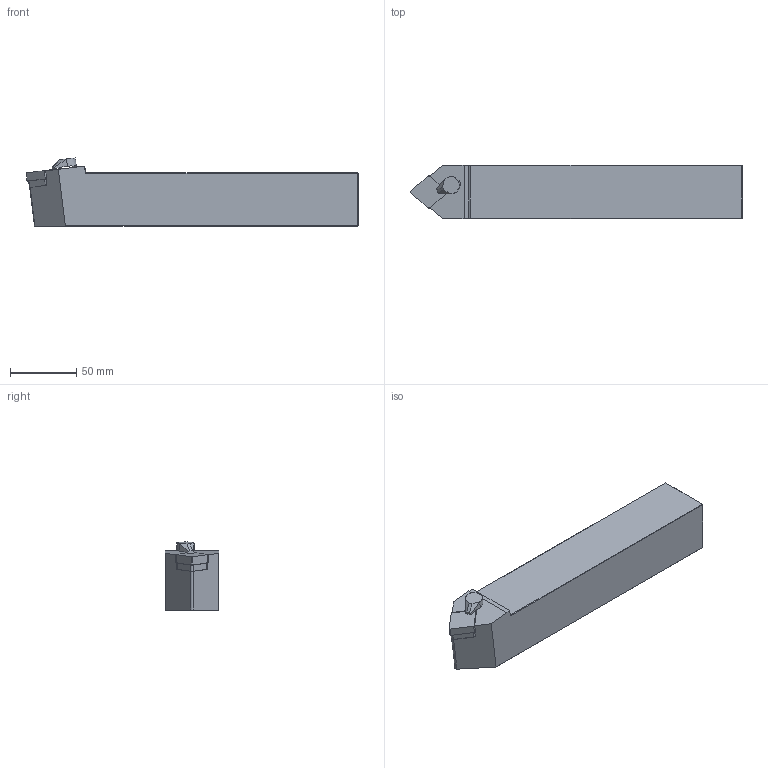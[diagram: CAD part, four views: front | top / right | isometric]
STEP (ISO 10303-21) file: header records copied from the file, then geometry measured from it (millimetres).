
FILE_DESCRIPTION(/* description */ (''),/* implementation_level */ '2;1');
FILE_NAME(/* name */ 'PCMNN-4040-S19C.stp',/* time_stamp */ '2023-09-28T15:37:39+03:00',/* author */ (''),/* organization */ (''),/* preprocessor_version */ 'ST-DEVELOPER v19.4',/* originating_system */ 'SIEMENS PLM Software NX2306.3001',/* authorisation */ '');
FILE_SCHEMA (('AUTOMOTIVE_DESIGN { 1 0 10303 214 3 1 1 1 }'));
Length unit declared in the file: millimetre
Products named in the file (1): PCMNN-4040-S19C
Bounding box: 250 x 40 x 51.26 mm (x, y, z)
Volume: 380884.1 mm3; surface area: 42762.1 mm2
Topology: 2 solids, 2 shells, 64 faces, 159 edges, 100 vertices
Faces by surface type: plane 48, cylinder 12, cone 3, torus 1
Entity records: 1920 total; most frequent: CARTESIAN_POINT 351, ORIENTED_EDGE 318, DIRECTION 318, EDGE_CURVE 159, LINE 122, VECTOR 122, VERTEX_POINT 100, AXIS2_PLACEMENT_3D 98
